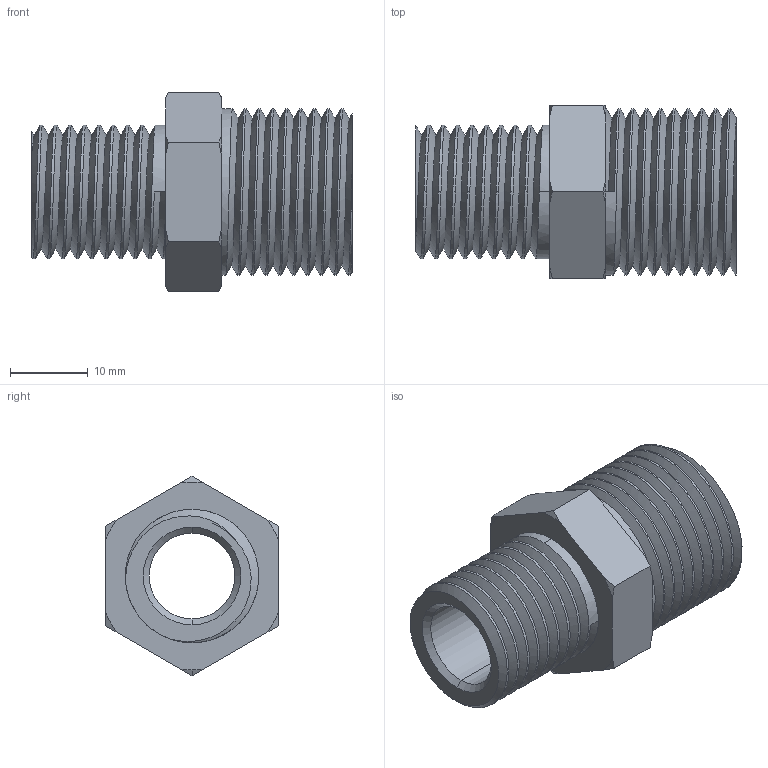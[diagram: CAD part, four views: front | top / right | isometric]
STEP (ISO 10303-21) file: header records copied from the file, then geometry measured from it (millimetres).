
FILE_DESCRIPTION (( 'STEP AP203' ), '1' );
FILE_NAME ('BFMC-12N-38N.step', '2016-02-15T20:05:32', ( '' ), ( '' ), 'SwSTEP 2.0', 'SolidWorks 2015', '' );
FILE_SCHEMA (( 'CONFIG_CONTROL_DESIGN' ));
Length unit declared in the file: inch
Products named in the file (1): BFMC-12N-38N
Bounding box: 41.15 x 22.23 x 25.66 mm (x, y, z)
Volume: 6918.1 mm3; surface area: 6206.9 mm2
Topology: 1 solids, 1 shells, 83 faces, 221 edges, 143 vertices
Faces by surface type: cylinder 44, cone 20, plane 13, bspline 6
Entity records: 6347 total; most frequent: CARTESIAN_POINT 4484, ORIENTED_EDGE 442, DIRECTION 306, EDGE_CURVE 221, VERTEX_POINT 143, AXIS2_PLACEMENT_3D 115, EDGE_LOOP 88, ADVANCED_FACE 83
